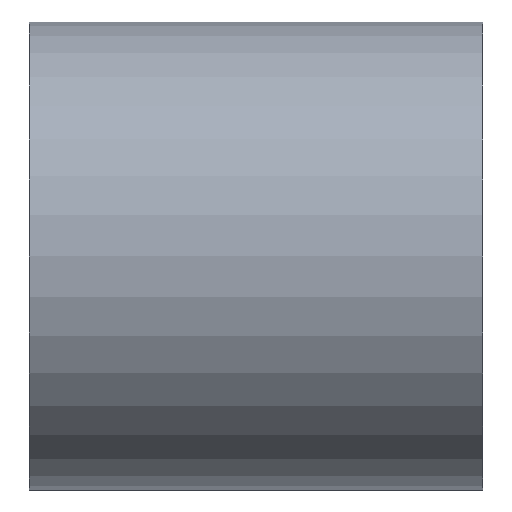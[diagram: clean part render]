
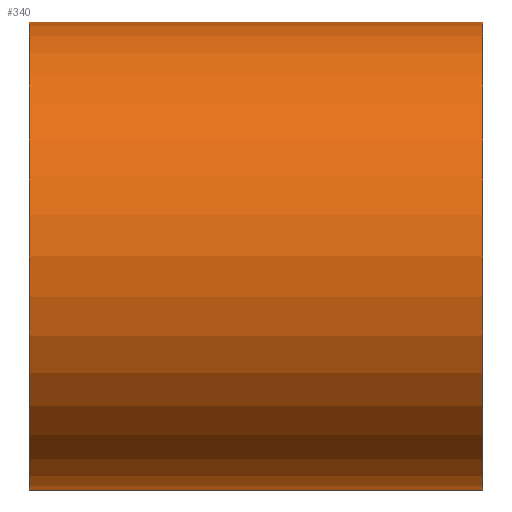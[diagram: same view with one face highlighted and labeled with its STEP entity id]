
A CAD part, front view. The second image highlights one B-rep face of the part: STEP entity #340.
In plain terms, the highlighted cylindrical face has radius 12.375 mm (diameter 24.75 mm), a full revolution.
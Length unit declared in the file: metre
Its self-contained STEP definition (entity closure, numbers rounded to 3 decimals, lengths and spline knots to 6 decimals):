
#106=ORIENTED_EDGE('',*,*,#192,.F.);
#107=ORIENTED_EDGE('',*,*,#193,.T.);
#192=EDGE_CURVE('',#228,#228,#260,.T.);
#193=EDGE_CURVE('',#229,#229,#261,.T.);
#228=VERTEX_POINT('',#630);
#229=VERTEX_POINT('',#632);
#260=CIRCLE('',#403,0.012375);
#261=CIRCLE('',#404,0.012375);
#279=EDGE_LOOP('',(#106));
#280=EDGE_LOOP('',(#107));
#301=FACE_BOUND('',#279,.T.);
#302=FACE_BOUND('',#280,.T.);
#323=CYLINDRICAL_SURFACE('',#402,0.012375);
#340=ADVANCED_FACE('',(#301,#302),#323,.T.);
#402=AXIS2_PLACEMENT_3D('',#628,#518,#519);
#403=AXIS2_PLACEMENT_3D('',#629,#520,#521);
#404=AXIS2_PLACEMENT_3D('',#631,#522,#523);
#518=DIRECTION('',(-1.,0.,0.));
#519=DIRECTION('',(0.,0.,1.));
#520=DIRECTION('',(1.,0.,0.));
#521=DIRECTION('',(0.,0.,-1.));
#522=DIRECTION('',(1.,0.,0.));
#523=DIRECTION('',(0.,0.,-1.));
#628=CARTESIAN_POINT('',(0.024,0.,0.));
#629=CARTESIAN_POINT('',(0.024,0.,0.));
#630=CARTESIAN_POINT('',(0.024,0.,-0.012375));
#631=CARTESIAN_POINT('',(0.,0.,0.));
#632=CARTESIAN_POINT('',(0.,0.,-0.012375));
